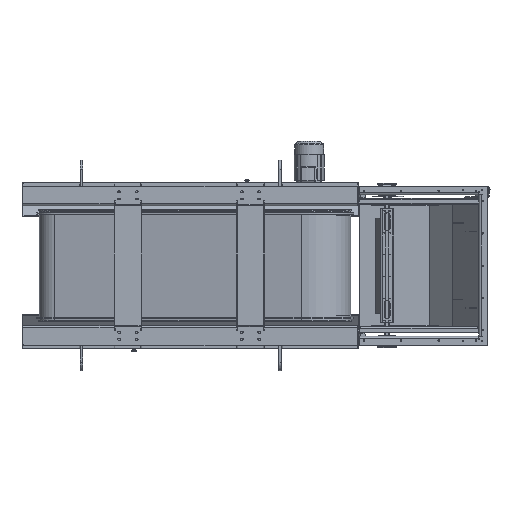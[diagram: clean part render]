
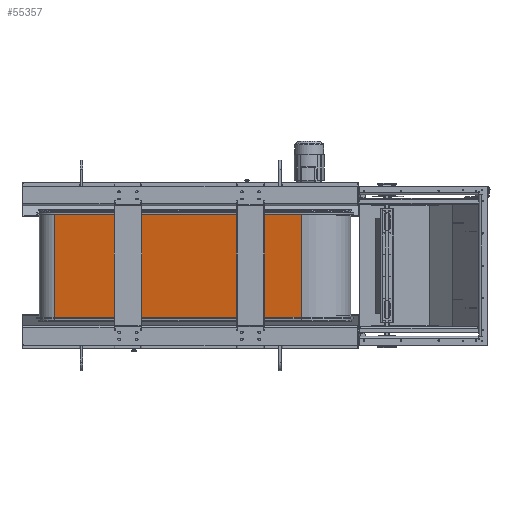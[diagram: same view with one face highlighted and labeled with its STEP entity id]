
A CAD part, front view. The second image highlights one B-rep face of the part: STEP entity #55357.
In plain terms, the highlighted face is planar.
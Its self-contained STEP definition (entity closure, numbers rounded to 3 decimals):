
#3199=FACE_OUTER_BOUND('',#6523,.T.);
#6523=EDGE_LOOP('',(#40734,#40735,#40736,#40737));
#10727=LINE('',#94790,#16698);
#10757=LINE('',#94870,#16728);
#10758=LINE('',#94872,#16729);
#10759=LINE('',#94873,#16730);
#16698=VECTOR('',#74918,10.);
#16728=VECTOR('',#75006,10.);
#16729=VECTOR('',#75007,10.);
#16730=VECTOR('',#75008,10.);
#22496=VERTEX_POINT('',#94787);
#22497=VERTEX_POINT('',#94789);
#22518=VERTEX_POINT('',#94869);
#22519=VERTEX_POINT('',#94871);
#29037=EDGE_CURVE('',#22497,#22496,#10727,.T.);
#29077=EDGE_CURVE('',#22496,#22518,#10757,.T.);
#29078=EDGE_CURVE('',#22518,#22519,#10758,.T.);
#29079=EDGE_CURVE('',#22519,#22497,#10759,.T.);
#40734=ORIENTED_EDGE('',*,*,#29037,.T.);
#40735=ORIENTED_EDGE('',*,*,#29077,.T.);
#40736=ORIENTED_EDGE('',*,*,#29078,.T.);
#40737=ORIENTED_EDGE('',*,*,#29079,.T.);
#53107=PLANE('',#65541);
#55357=ADVANCED_FACE('',(#3199),#53107,.T.);
#65541=AXIS2_PLACEMENT_3D('',#94868,#75004,#75005);
#74918=DIRECTION('',(0.984,0.181,0.));
#75004=DIRECTION('center_axis',(0.181,-0.984,0.));
#75005=DIRECTION('ref_axis',(0.,0.,-1.));
#75006=DIRECTION('',(0.,0.,1.));
#75007=DIRECTION('',(-0.984,-0.181,0.));
#75008=DIRECTION('',(0.,0.,-1.));
#94787=CARTESIAN_POINT('',(2176.17,36.656,-441.5));
#94789=CARTESIAN_POINT('',(64.48,-351.129,-441.5));
#94790=CARTESIAN_POINT('',(2191.58,39.486,-441.5));
#94868=CARTESIAN_POINT('Origin',(2176.17,36.656,0.));
#94869=CARTESIAN_POINT('',(2176.17,36.656,441.5));
#94870=CARTESIAN_POINT('',(2176.17,36.656,0.));
#94871=CARTESIAN_POINT('',(64.48,-351.129,441.5));
#94872=CARTESIAN_POINT('',(2191.58,39.486,441.5));
#94873=CARTESIAN_POINT('',(64.48,-351.129,0.));
